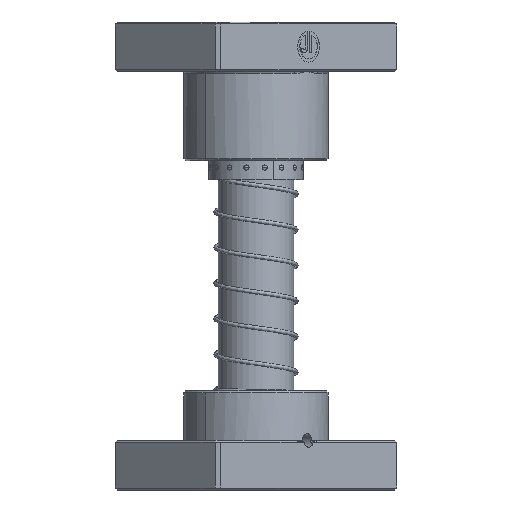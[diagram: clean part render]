
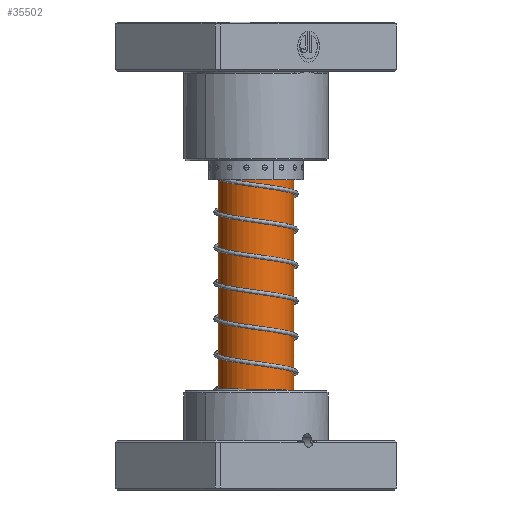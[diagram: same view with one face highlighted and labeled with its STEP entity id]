
A CAD part, front view. The second image highlights one B-rep face of the part: STEP entity #35502.
In plain terms, the highlighted cylindrical face has radius 19 mm (diameter 38 mm), a partial arc.
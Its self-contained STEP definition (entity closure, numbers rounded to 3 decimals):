
#323 = DIRECTION ( 'NONE',  ( 0., 0., -1. ) ) ;
#563 = EDGE_LOOP ( 'NONE', ( #31560, #29107, #23046, #4645 ) ) ;
#2529 = CIRCLE ( 'NONE', #13365, 19. ) ;
#2901 = FACE_OUTER_BOUND ( 'NONE', #563, .T. ) ;
#2977 = AXIS2_PLACEMENT_3D ( 'NONE', #36047, #15127, #39552 ) ;
#3052 = VERTEX_POINT ( 'NONE', #12155 ) ;
#4645 = ORIENTED_EDGE ( 'NONE', *, *, #23107, .F. ) ;
#6985 = CIRCLE ( 'NONE', #2977, 19. ) ;
#9802 = CARTESIAN_POINT ( 'NONE',  ( -19., 0., 29. ) ) ;
#10113 = VECTOR ( 'NONE', #24760, 1000. ) ;
#10313 = VERTEX_POINT ( 'NONE', #13719 ) ;
#11116 = CYLINDRICAL_SURFACE ( 'NONE', #12067, 19. ) ;
#11288 = DIRECTION ( 'NONE',  ( -1., 0., 0. ) ) ;
#12067 = AXIS2_PLACEMENT_3D ( 'NONE', #14797, #18340, #11288 ) ;
#12155 = CARTESIAN_POINT ( 'NONE',  ( 19., 0., 197. ) ) ;
#12428 = LINE ( 'NONE', #35048, #29964 ) ;
#13365 = AXIS2_PLACEMENT_3D ( 'NONE', #38359, #17446, #41896 ) ;
#13719 = CARTESIAN_POINT ( 'NONE',  ( 19., 0., 29. ) ) ;
#14797 = CARTESIAN_POINT ( 'NONE',  ( 0., 0., 200. ) ) ;
#15127 = DIRECTION ( 'NONE',  ( 0., 0., -1. ) ) ;
#16014 = VERTEX_POINT ( 'NONE', #9802 ) ;
#17446 = DIRECTION ( 'NONE',  ( 0., 0., -1. ) ) ;
#18340 = DIRECTION ( 'NONE',  ( 0., 0., -1. ) ) ;
#21211 = EDGE_CURVE ( 'NONE', #3052, #10313, #12428, .T. ) ;
#21228 = CARTESIAN_POINT ( 'NONE',  ( -19., 0., 200. ) ) ;
#21235 = VERTEX_POINT ( 'NONE', #28366 ) ;
#23046 = ORIENTED_EDGE ( 'NONE', *, *, #34302, .T. ) ;
#23107 = EDGE_CURVE ( 'NONE', #10313, #16014, #2529, .T. ) ;
#24760 = DIRECTION ( 'NONE',  ( 0., 0., -1. ) ) ;
#28366 = CARTESIAN_POINT ( 'NONE',  ( -19., 0., 197. ) ) ;
#28750 = LINE ( 'NONE', #21228, #10113 ) ;
#29107 = ORIENTED_EDGE ( 'NONE', *, *, #44592, .T. ) ;
#29964 = VECTOR ( 'NONE', #323, 1000. ) ;
#31560 = ORIENTED_EDGE ( 'NONE', *, *, #21211, .F. ) ;
#34302 = EDGE_CURVE ( 'NONE', #21235, #16014, #28750, .T. ) ;
#35048 = CARTESIAN_POINT ( 'NONE',  ( 19., 0., 200. ) ) ;
#35502 = ADVANCED_FACE ( 'NONE', ( #2901 ), #11116, .T. ) ;
#36047 = CARTESIAN_POINT ( 'NONE',  ( 0., 0., 197. ) ) ;
#38359 = CARTESIAN_POINT ( 'NONE',  ( 0., 0., 29. ) ) ;
#39552 = DIRECTION ( 'NONE',  ( 1., 0., 0. ) ) ;
#41896 = DIRECTION ( 'NONE',  ( -1., 0., 0. ) ) ;
#44592 = EDGE_CURVE ( 'NONE', #3052, #21235, #6985, .T. ) ;
